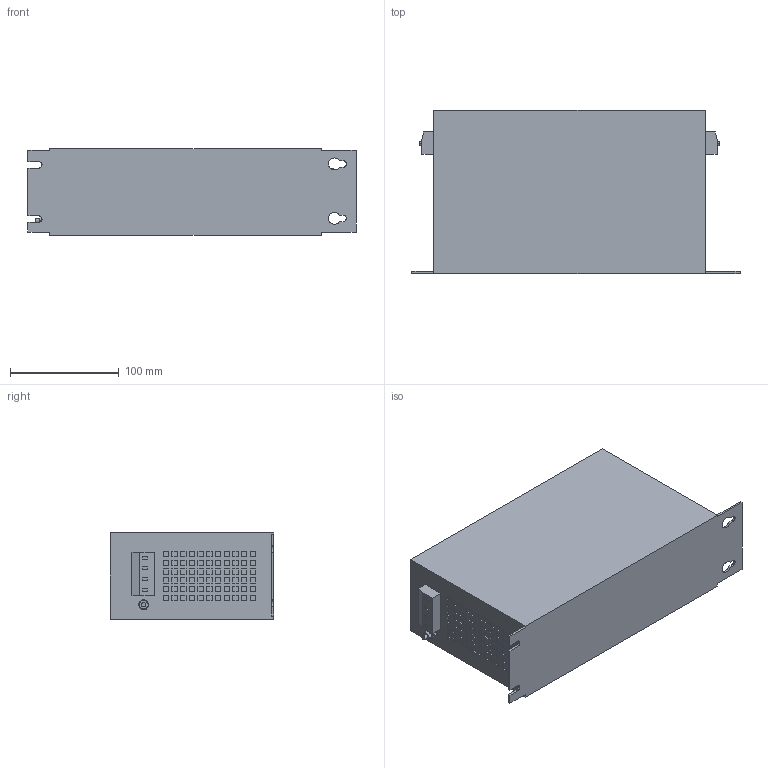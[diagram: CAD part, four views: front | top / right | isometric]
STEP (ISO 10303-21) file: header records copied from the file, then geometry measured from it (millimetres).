
FILE_DESCRIPTION (( 'STEP AP214' ), '1' );
FILE_NAME ('371945.STEP', '2021-08-06T07:26:28', ( '' ), ( '' ), 'SwSTEP 2.0', 'SolidWorks 2018', '' );
FILE_SCHEMA (( 'AUTOMOTIVE_DESIGN' ));
Length unit declared in the file: millimetre
Products named in the file (1): 371945
Bounding box: 302 x 150 x 80 mm (x, y, z)
Volume: 3019727 mm3; surface area: 152370.9 mm2
Topology: 1 solids, 3 shells, 873 faces, 2082 edges, 1372 vertices
Faces by surface type: plane 823, cylinder 50
Entity records: 24820 total; most frequent: CARTESIAN_POINT 4346, ORIENTED_EDGE 4164, DIRECTION 3966, EDGE_CURVE 2082, VECTOR 1934, LINE 1934, VERTEX_POINT 1372, EDGE_LOOP 1038
